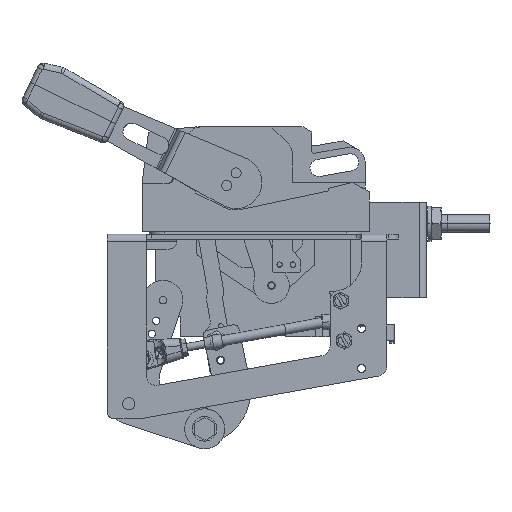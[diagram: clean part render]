
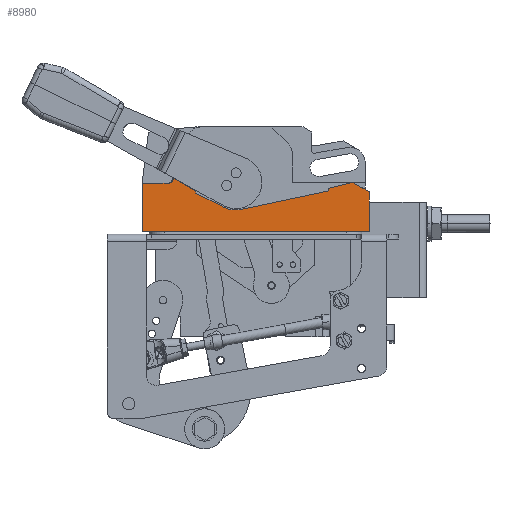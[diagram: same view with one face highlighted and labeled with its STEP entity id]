
A CAD part, left-side view. The second image highlights one B-rep face of the part: STEP entity #8980.
In plain terms, the highlighted face is planar.
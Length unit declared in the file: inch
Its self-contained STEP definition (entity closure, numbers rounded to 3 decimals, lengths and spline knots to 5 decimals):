
#1007 = CARTESIAN_POINT ( 'NONE',  ( -1.528, 1.27, -1.06 ) ) ;
#1621 = EDGE_LOOP ( 'NONE', ( #40164, #39481, #48851, #25666, #51324, #25563, #23432, #19878, #13802, #55740, #6523, #33270, #69644, #21962, #23272 ) ) ;
#1955 = CARTESIAN_POINT ( 'NONE',  ( -2.90565, 0.67699, -1.06 ) ) ;
#3447 = CARTESIAN_POINT ( 'NONE',  ( -6.558, 0.06, -1.06 ) ) ;
#3485 = CARTESIAN_POINT ( 'NONE',  ( -0.878, 0.06, -1.06 ) ) ;
#4346 = CARTESIAN_POINT ( 'NONE',  ( -5.538, 1.07976, -1.06 ) ) ;
#4402 = LINE ( 'NONE', #57330, #48603 ) ;
#5023 = EDGE_CURVE ( 'NONE', #66848, #36905, #57080, .T. ) ;
#5412 = CARTESIAN_POINT ( 'NONE',  ( -6.123, 1.28816, -1.06 ) ) ;
#6523 = ORIENTED_EDGE ( 'NONE', *, *, #62610, .F. ) ;
#7152 = EDGE_CURVE ( 'NONE', #27714, #12475, #12736, .T. ) ;
#7438 = DIRECTION ( 'NONE',  ( -1., 0., 0. ) ) ;
#7765 = EDGE_CURVE ( 'NONE', #59120, #70179, #52753, .T. ) ;
#8705 = VECTOR ( 'NONE', #8904, 39.37008 ) ;
#8765 = CARTESIAN_POINT ( 'NONE',  ( -5.538, 1.1423, -1.06 ) ) ;
#8904 = DIRECTION ( 'NONE',  ( 0., 1., 0. ) ) ;
#8980 = ADVANCED_FACE ( 'NONE', ( #24649 ), #62950, .F. ) ;
#9461 = LINE ( 'NONE', #8765, #64714 ) ;
#9736 = DIRECTION ( 'NONE',  ( -1., 0., 0. ) ) ;
#9832 = DIRECTION ( 'NONE',  ( 0., 1., 0. ) ) ;
#9914 = EDGE_CURVE ( 'NONE', #63032, #18188, #24480, .T. ) ;
#11338 = DIRECTION ( 'NONE',  ( -0.978, 0.208, 0. ) ) ;
#12269 = CARTESIAN_POINT ( 'NONE',  ( -0.878, 1.27, -1.06 ) ) ;
#12475 = VERTEX_POINT ( 'NONE', #4346 ) ;
#12736 = LINE ( 'NONE', #22338, #35158 ) ;
#13802 = ORIENTED_EDGE ( 'NONE', *, *, #32601, .F. ) ;
#15492 = CARTESIAN_POINT ( 'NONE',  ( -3.36104, 0.61703, -1.06 ) ) ;
#16244 = EDGE_CURVE ( 'NONE', #59170, #31238, #68731, .T. ) ;
#16680 = CARTESIAN_POINT ( 'NONE',  ( -6.169, 1.28169, -1.06 ) ) ;
#16782 = CARTESIAN_POINT ( 'NONE',  ( -2.218, 1.02736, -1.06 ) ) ;
#17084 = EDGE_CURVE ( 'NONE', #12475, #37134, #36566, .T. ) ;
#17899 = CARTESIAN_POINT ( 'NONE',  ( -5.538, 1.1423, -1.06 ) ) ;
#18188 = VERTEX_POINT ( 'NONE', #59807 ) ;
#19003 = LINE ( 'NONE', #62294, #21970 ) ;
#19525 = VECTOR ( 'NONE', #68780, 39.37008 ) ;
#19878 = ORIENTED_EDGE ( 'NONE', *, *, #61731, .F. ) ;
#20128 = DIRECTION ( 'NONE',  ( -0.97, 0.242, 0. ) ) ;
#20414 = LINE ( 'NONE', #25738, #46122 ) ;
#20490 = CARTESIAN_POINT ( 'NONE',  ( -1.653, 1.39878, -1.06 ) ) ;
#21865 = DIRECTION ( 'NONE',  ( 0., 1., 0. ) ) ;
#21962 = ORIENTED_EDGE ( 'NONE', *, *, #68698, .F. ) ;
#21970 = VECTOR ( 'NONE', #28265, 39.37008 ) ;
#22338 = CARTESIAN_POINT ( 'NONE',  ( -3.36104, 0.61703, -1.06 ) ) ;
#23272 = ORIENTED_EDGE ( 'NONE', *, *, #34657, .F. ) ;
#23432 = ORIENTED_EDGE ( 'NONE', *, *, #7152, .F. ) ;
#23731 = VECTOR ( 'NONE', #68740, 39.37008 ) ;
#24192 = DIRECTION ( 'NONE',  ( 0., 0., -1. ) ) ;
#24480 = LINE ( 'NONE', #46150, #52044 ) ;
#24649 = FACE_OUTER_BOUND ( 'NONE', #1621, .T. ) ;
#25563 = ORIENTED_EDGE ( 'NONE', *, *, #17084, .F. ) ;
#25666 = ORIENTED_EDGE ( 'NONE', *, *, #16244, .F. ) ;
#25738 = CARTESIAN_POINT ( 'NONE',  ( -2.218, 1.02736, -1.06 ) ) ;
#26483 = AXIS2_PLACEMENT_3D ( 'NONE', #45519, #24192, #50487 ) ;
#27714 = VERTEX_POINT ( 'NONE', #15492 ) ;
#27882 = CARTESIAN_POINT ( 'NONE',  ( -3.218, 1.29, -1.06 ) ) ;
#28265 = DIRECTION ( 'NONE',  ( -0.866, -0.5, 0. ) ) ;
#29670 = CARTESIAN_POINT ( 'NONE',  ( -1.653, 1.395, -1.06 ) ) ;
#31238 = VERTEX_POINT ( 'NONE', #16680 ) ;
#32601 = EDGE_CURVE ( 'NONE', #59120, #69458, #20414, .T. ) ;
#33270 = ORIENTED_EDGE ( 'NONE', *, *, #41626, .F. ) ;
#34657 = EDGE_CURVE ( 'NONE', #63032, #46168, #52817, .T. ) ;
#35158 = VECTOR ( 'NONE', #11338, 39.37008 ) ;
#36195 = CARTESIAN_POINT ( 'NONE',  ( -6.558, 1.0571, -1.06 ) ) ;
#36444 = LINE ( 'NONE', #20490, #19525 ) ;
#36566 = LINE ( 'NONE', #69254, #8705 ) ;
#36632 = CIRCLE ( 'NONE', #41204, 0.688 ) ;
#36905 = VERTEX_POINT ( 'NONE', #29670 ) ;
#37134 = VERTEX_POINT ( 'NONE', #17899 ) ;
#37795 = CARTESIAN_POINT ( 'NONE',  ( -2.218, 1.02736, -1.06 ) ) ;
#38280 = AXIS2_PLACEMENT_3D ( 'NONE', #50945, #51638, #66925 ) ;
#39059 = CARTESIAN_POINT ( 'NONE',  ( -1.653, 1.40257, -1.06 ) ) ;
#39405 = LINE ( 'NONE', #41779, #56047 ) ;
#39481 = ORIENTED_EDGE ( 'NONE', *, *, #62652, .T. ) ;
#39755 = VERTEX_POINT ( 'NONE', #39059 ) ;
#40164 = ORIENTED_EDGE ( 'NONE', *, *, #9914, .T. ) ;
#40297 = EDGE_CURVE ( 'NONE', #37134, #59170, #9461, .T. ) ;
#41204 = AXIS2_PLACEMENT_3D ( 'NONE', #27882, #65512, #61225 ) ;
#41626 = EDGE_CURVE ( 'NONE', #36905, #39755, #36444, .T. ) ;
#41779 = CARTESIAN_POINT ( 'NONE',  ( -1.653, 1.40257, -1.06 ) ) ;
#42755 = DIRECTION ( 'NONE',  ( -0.891, -0.454, 0. ) ) ;
#42861 = DIRECTION ( 'NONE',  ( 0., 0., 1. ) ) ;
#44721 = VECTOR ( 'NONE', #21865, 39.37008 ) ;
#45519 = CARTESIAN_POINT ( 'NONE',  ( -1.528, 1.395, -1.06 ) ) ;
#46122 = VECTOR ( 'NONE', #42755, 39.37008 ) ;
#46150 = CARTESIAN_POINT ( 'NONE',  ( -0.878, 0.06, -1.06 ) ) ;
#46168 = VERTEX_POINT ( 'NONE', #12269 ) ;
#47188 = AXIS2_PLACEMENT_3D ( 'NONE', #59176, #42861, #64130 ) ;
#48420 = CARTESIAN_POINT ( 'NONE',  ( -0.878, 0.06, -1.06 ) ) ;
#48603 = VECTOR ( 'NONE', #9736, 39.37008 ) ;
#48851 = ORIENTED_EDGE ( 'NONE', *, *, #55156, .F. ) ;
#49596 = VECTOR ( 'NONE', #9832, 39.37008 ) ;
#50487 = DIRECTION ( 'NONE',  ( -0.996, 0.09, 0. ) ) ;
#50945 = CARTESIAN_POINT ( 'NONE',  ( -3.718, 0.73128, -1.06 ) ) ;
#51324 = ORIENTED_EDGE ( 'NONE', *, *, #40297, .F. ) ;
#51638 = DIRECTION ( 'NONE',  ( 0., 0., 1. ) ) ;
#52044 = VECTOR ( 'NONE', #7438, 39.37008 ) ;
#52090 = LINE ( 'NONE', #3447, #44721 ) ;
#52753 = LINE ( 'NONE', #37795, #23731 ) ;
#52817 = LINE ( 'NONE', #3485, #49596 ) ;
#55156 = EDGE_CURVE ( 'NONE', #31238, #56056, #19003, .T. ) ;
#55740 = ORIENTED_EDGE ( 'NONE', *, *, #7765, .T. ) ;
#55753 = CARTESIAN_POINT ( 'NONE',  ( -2.218, 1.07636, -1.06 ) ) ;
#56047 = VECTOR ( 'NONE', #63408, 39.37008 ) ;
#56056 = VERTEX_POINT ( 'NONE', #36195 ) ;
#57080 = CIRCLE ( 'NONE', #26483, 0.125 ) ;
#57330 = CARTESIAN_POINT ( 'NONE',  ( -0.878, 1.27, -1.06 ) ) ;
#59120 = VERTEX_POINT ( 'NONE', #16782 ) ;
#59170 = VERTEX_POINT ( 'NONE', #5412 ) ;
#59176 = CARTESIAN_POINT ( 'NONE',  ( -6.138, 1.228, -1.06 ) ) ;
#59807 = CARTESIAN_POINT ( 'NONE',  ( -6.558, 0.06, -1.06 ) ) ;
#61225 = DIRECTION ( 'NONE',  ( -0.996, 0.09, 0. ) ) ;
#61731 = EDGE_CURVE ( 'NONE', #69458, #27714, #36632, .T. ) ;
#62294 = CARTESIAN_POINT ( 'NONE',  ( -6.169, 1.28169, -1.06 ) ) ;
#62610 = EDGE_CURVE ( 'NONE', #39755, #70179, #39405, .T. ) ;
#62652 = EDGE_CURVE ( 'NONE', #18188, #56056, #52090, .T. ) ;
#62950 = PLANE ( 'NONE',  #38280 ) ;
#63032 = VERTEX_POINT ( 'NONE', #48420 ) ;
#63408 = DIRECTION ( 'NONE',  ( -0.866, -0.5, 0. ) ) ;
#64130 = DIRECTION ( 'NONE',  ( -0.996, 0.09, 0. ) ) ;
#64714 = VECTOR ( 'NONE', #20128, 39.37008 ) ;
#65512 = DIRECTION ( 'NONE',  ( 0., 0., -1. ) ) ;
#66848 = VERTEX_POINT ( 'NONE', #1007 ) ;
#66925 = DIRECTION ( 'NONE',  ( 0.996, -0.09, 0. ) ) ;
#68698 = EDGE_CURVE ( 'NONE', #46168, #66848, #4402, .T. ) ;
#68731 = CIRCLE ( 'NONE', #47188, 0.062 ) ;
#68740 = DIRECTION ( 'NONE',  ( 0., 1., 0. ) ) ;
#68780 = DIRECTION ( 'NONE',  ( 0., 1., 0. ) ) ;
#69254 = CARTESIAN_POINT ( 'NONE',  ( -5.538, 1.07976, -1.06 ) ) ;
#69458 = VERTEX_POINT ( 'NONE', #1955 ) ;
#69644 = ORIENTED_EDGE ( 'NONE', *, *, #5023, .F. ) ;
#70179 = VERTEX_POINT ( 'NONE', #55753 ) ;
